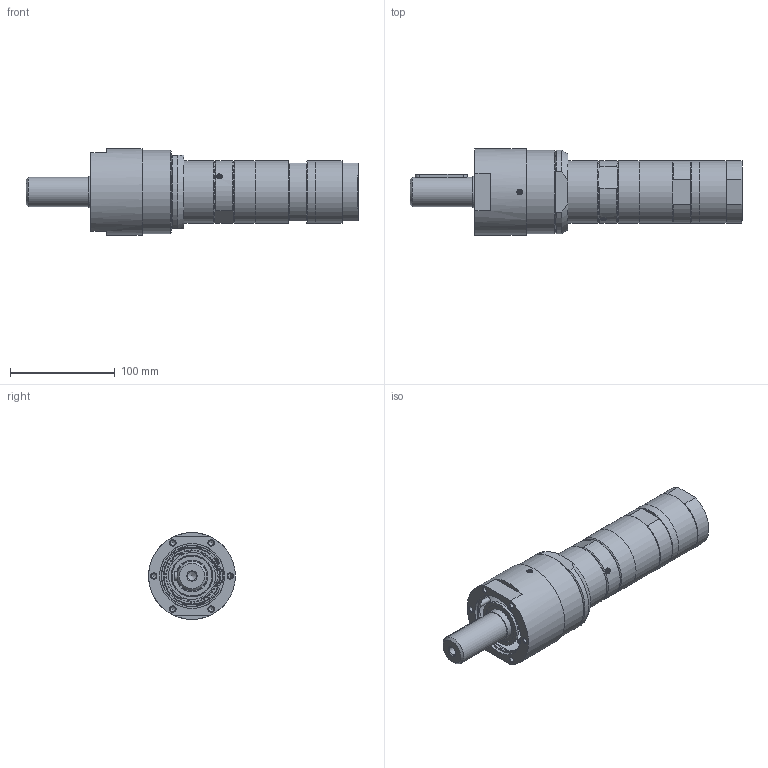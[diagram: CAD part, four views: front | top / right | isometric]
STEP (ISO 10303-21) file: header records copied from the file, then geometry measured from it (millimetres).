
FILE_DESCRIPTION(/* description */ (''),/* implementation_level */ '2;1');
FILE_NAME(/* name */ 'MRD 120-85_60002227.stp',/* time_stamp */ '2018-08-31T14:45:26+02:00',/* author */ ('FLambert'),/* organization */ (''),/* preprocessor_version */ 'ST-DEVELOPER v17',/* originating_system */ 'Autodesk Inventor 2018',/* authorisation */ '');
FILE_SCHEMA (('AUTOMOTIVE_DESIGN { 1 0 10303 214 3 1 1 }'));
Length unit declared in the file: millimetre
Products named in the file (1): MRD 120-85_60002227
Bounding box: 317.5 x 83 x 83 mm (x, y, z)
Volume: 935493.7 mm3; surface area: 91466.5 mm2
Topology: 1 solids, 60 shells, 623 faces, 1466 edges, 984 vertices
Faces by surface type: cylinder 293, plane 252, cone 58, torus 9, bspline 7, sphere 4
Full cylindrical faces by diameter (mm): 1.55 x4, 2.5 x2, 3.3 x1, 3.6 x2, 4 x4, 4.917 x6, 5 x2, 5.5 x2, 8.376 x1, 14.95 x2, 18.631 x1, 28 x1, 30 x2, 36.5 x1, 38 x1, 40 x1, 45 x1, 53.178 x1, 53.376 x1, 60 x5, 62 x2, 65 x1, 67 x1, 67.4 x1, 68.178 x1, 68.376 x1, 70 x1, 80 x1, 83 x1
Entity records: 19052 total; most frequent: CARTESIAN_POINT 3623, DIRECTION 3361, ORIENTED_EDGE 2916, EDGE_CURVE 1458, AXIS2_PLACEMENT_3D 1382, VERTEX_POINT 984, CIRCLE 765, EDGE_LOOP 674
